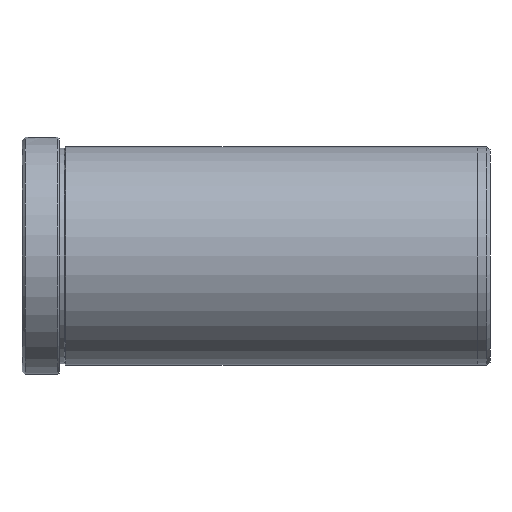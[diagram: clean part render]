
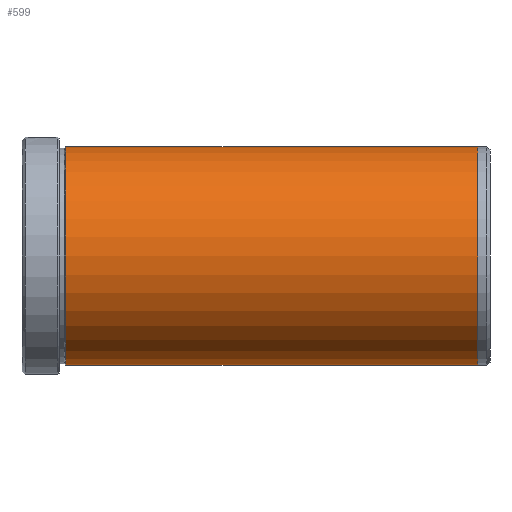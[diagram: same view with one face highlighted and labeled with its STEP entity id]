
A CAD part, left-side view. The second image highlights one B-rep face of the part: STEP entity #599.
In plain terms, the highlighted cylindrical face has radius 35 mm (diameter 70 mm), a partial arc.
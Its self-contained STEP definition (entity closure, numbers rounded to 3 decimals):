
#40 = DIRECTION ( 'NONE',  ( 0., 0., 1. ) ) ;
#130 = CYLINDRICAL_SURFACE ( 'NONE', #1688, 35. ) ;
#156 = LINE ( 'NONE', #717, #1648 ) ;
#186 = CIRCLE ( 'NONE', #1108, 35. ) ;
#205 = DIRECTION ( 'NONE',  ( 0., -1., 0. ) ) ;
#231 = VECTOR ( 'NONE', #827, 1000. ) ;
#271 = EDGE_CURVE ( 'NONE', #1160, #1185, #156, .T. ) ;
#299 = DIRECTION ( 'NONE',  ( 0., 0., 1. ) ) ;
#359 = VERTEX_POINT ( 'NONE', #860 ) ;
#394 = DIRECTION ( 'NONE',  ( 0., 1., 0. ) ) ;
#396 = ORIENTED_EDGE ( 'NONE', *, *, #271, .T. ) ;
#487 = CARTESIAN_POINT ( 'NONE',  ( 0., -14., 35. ) ) ;
#563 = DIRECTION ( 'NONE',  ( 0., 1., 0. ) ) ;
#599 = ADVANCED_FACE ( 'NONE', ( #1670 ), #130, .T. ) ;
#676 = CARTESIAN_POINT ( 'NONE',  ( 0., 0., -35. ) ) ;
#684 = CARTESIAN_POINT ( 'NONE',  ( 0., -146., 35. ) ) ;
#691 = ORIENTED_EDGE ( 'NONE', *, *, #1528, .F. ) ;
#717 = CARTESIAN_POINT ( 'NONE',  ( 0., 0., 35. ) ) ;
#732 = CIRCLE ( 'NONE', #1795, 35. ) ;
#827 = DIRECTION ( 'NONE',  ( 0., 1., 0. ) ) ;
#860 = CARTESIAN_POINT ( 'NONE',  ( 0., -146., -35. ) ) ;
#864 = EDGE_CURVE ( 'NONE', #1160, #359, #186, .T. ) ;
#908 = ORIENTED_EDGE ( 'NONE', *, *, #1271, .F. ) ;
#916 = DIRECTION ( 'NONE',  ( 0., 1., 0. ) ) ;
#1076 = CARTESIAN_POINT ( 'NONE',  ( 0., -146., 0. ) ) ;
#1108 = AXIS2_PLACEMENT_3D ( 'NONE', #1076, #205, #1211 ) ;
#1158 = ORIENTED_EDGE ( 'NONE', *, *, #864, .F. ) ;
#1160 = VERTEX_POINT ( 'NONE', #684 ) ;
#1185 = VERTEX_POINT ( 'NONE', #487 ) ;
#1211 = DIRECTION ( 'NONE',  ( 0., 0., -1. ) ) ;
#1246 = CARTESIAN_POINT ( 'NONE',  ( 0., 0., 0. ) ) ;
#1268 = EDGE_LOOP ( 'NONE', ( #908, #1158, #396, #691 ) ) ;
#1271 = EDGE_CURVE ( 'NONE', #359, #1598, #1407, .T. ) ;
#1407 = LINE ( 'NONE', #676, #231 ) ;
#1528 = EDGE_CURVE ( 'NONE', #1598, #1185, #732, .T. ) ;
#1598 = VERTEX_POINT ( 'NONE', #1771 ) ;
#1648 = VECTOR ( 'NONE', #563, 1000. ) ;
#1670 = FACE_OUTER_BOUND ( 'NONE', #1268, .T. ) ;
#1688 = AXIS2_PLACEMENT_3D ( 'NONE', #1246, #394, #299 ) ;
#1755 = CARTESIAN_POINT ( 'NONE',  ( 0., -14., 0. ) ) ;
#1771 = CARTESIAN_POINT ( 'NONE',  ( 0., -14., -35. ) ) ;
#1795 = AXIS2_PLACEMENT_3D ( 'NONE', #1755, #916, #40 ) ;
